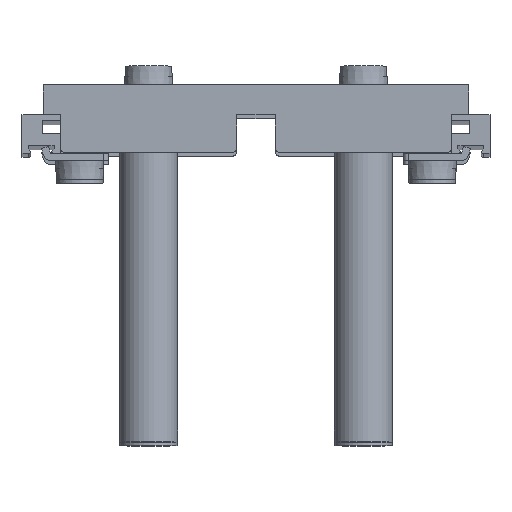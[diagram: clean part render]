
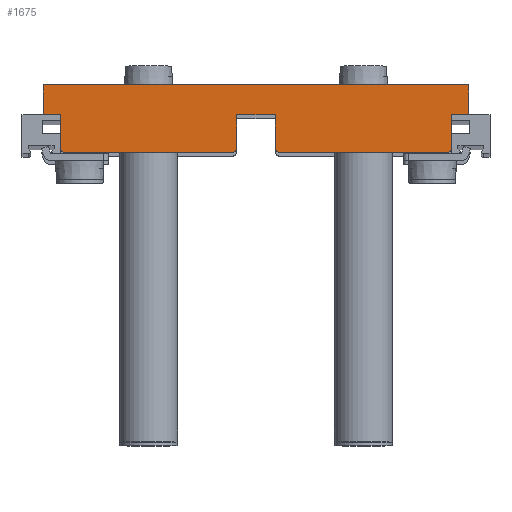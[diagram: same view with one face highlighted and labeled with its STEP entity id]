
A CAD part, top view. The second image highlights one B-rep face of the part: STEP entity #1675.
In plain terms, the highlighted face is planar.
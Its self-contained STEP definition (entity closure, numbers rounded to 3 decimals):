
#173=CIRCLE('',#1847,1.);
#178=CIRCLE('',#1854,1.);
#180=CIRCLE('',#1860,1.);
#185=CIRCLE('',#1867,1.);
#324=ORIENTED_EDGE('',*,*,#668,.T.);
#325=ORIENTED_EDGE('',*,*,#672,.T.);
#326=ORIENTED_EDGE('',*,*,#681,.T.);
#327=ORIENTED_EDGE('',*,*,#684,.T.);
#328=ORIENTED_EDGE('',*,*,#687,.T.);
#329=ORIENTED_EDGE('',*,*,#690,.T.);
#330=ORIENTED_EDGE('',*,*,#694,.T.);
#331=ORIENTED_EDGE('',*,*,#700,.T.);
#332=ORIENTED_EDGE('',*,*,#704,.T.);
#333=ORIENTED_EDGE('',*,*,#707,.T.);
#334=ORIENTED_EDGE('',*,*,#710,.T.);
#335=ORIENTED_EDGE('',*,*,#713,.T.);
#336=ORIENTED_EDGE('',*,*,#717,.T.);
#337=ORIENTED_EDGE('',*,*,#723,.T.);
#338=ORIENTED_EDGE('',*,*,#727,.T.);
#339=ORIENTED_EDGE('',*,*,#729,.T.);
#668=EDGE_CURVE('',#882,#881,#1037,.T.);
#672=EDGE_CURVE('',#881,#884,#1041,.T.);
#681=EDGE_CURVE('',#884,#892,#1044,.T.);
#684=EDGE_CURVE('',#892,#894,#1047,.T.);
#687=EDGE_CURVE('',#894,#896,#1050,.T.);
#690=EDGE_CURVE('',#896,#898,#1053,.T.);
#694=EDGE_CURVE('',#898,#901,#173,.T.);
#700=EDGE_CURVE('',#901,#904,#1059,.T.);
#704=EDGE_CURVE('',#904,#907,#178,.T.);
#707=EDGE_CURVE('',#907,#909,#1063,.T.);
#710=EDGE_CURVE('',#909,#911,#1066,.T.);
#713=EDGE_CURVE('',#911,#913,#1069,.T.);
#717=EDGE_CURVE('',#913,#916,#180,.T.);
#723=EDGE_CURVE('',#916,#919,#1075,.T.);
#727=EDGE_CURVE('',#919,#922,#185,.T.);
#729=EDGE_CURVE('',#922,#882,#1078,.T.);
#881=VERTEX_POINT('',#2566);
#882=VERTEX_POINT('',#2568);
#884=VERTEX_POINT('',#2574);
#892=VERTEX_POINT('',#2592);
#894=VERTEX_POINT('',#2598);
#896=VERTEX_POINT('',#2604);
#898=VERTEX_POINT('',#2610);
#901=VERTEX_POINT('',#2618);
#904=VERTEX_POINT('',#2628);
#907=VERTEX_POINT('',#2636);
#909=VERTEX_POINT('',#2642);
#911=VERTEX_POINT('',#2648);
#913=VERTEX_POINT('',#2654);
#916=VERTEX_POINT('',#2662);
#919=VERTEX_POINT('',#2672);
#922=VERTEX_POINT('',#2680);
#1037=LINE('',#2567,#1168);
#1041=LINE('',#2575,#1172);
#1044=LINE('',#2593,#1175);
#1047=LINE('',#2599,#1178);
#1050=LINE('',#2605,#1181);
#1053=LINE('',#2611,#1184);
#1059=LINE('',#2629,#1190);
#1063=LINE('',#2643,#1194);
#1066=LINE('',#2649,#1197);
#1069=LINE('',#2655,#1200);
#1075=LINE('',#2673,#1206);
#1078=LINE('',#2684,#1209);
#1168=VECTOR('',#2037,1000.);
#1172=VECTOR('',#2043,1000.);
#1175=VECTOR('',#2060,1000.);
#1178=VECTOR('',#2065,1000.);
#1181=VECTOR('',#2070,1000.);
#1184=VECTOR('',#2075,1000.);
#1190=VECTOR('',#2093,1000.);
#1194=VECTOR('',#2107,1000.);
#1197=VECTOR('',#2112,1000.);
#1200=VECTOR('',#2117,1000.);
#1206=VECTOR('',#2135,1000.);
#1209=VECTOR('',#2148,1000.);
#1321=EDGE_LOOP('',(#324,#325,#326,#327,#328,#329,#330,#331,#332,#333,#334,
#335,#336,#337,#338,#339));
#1472=FACE_BOUND('',#1321,.T.);
#1613=PLANE('',#1869);
#1675=ADVANCED_FACE('',(#1472),#1613,.T.);
#1847=AXIS2_PLACEMENT_3D('',#2619,#2082,#2083);
#1854=AXIS2_PLACEMENT_3D('',#2637,#2101,#2102);
#1860=AXIS2_PLACEMENT_3D('',#2663,#2124,#2125);
#1867=AXIS2_PLACEMENT_3D('',#2681,#2143,#2144);
#1869=AXIS2_PLACEMENT_3D('',#2685,#2149,#2150);
#2037=DIRECTION('',(0.,0.,1.));
#2043=DIRECTION('',(0.,-1.,0.));
#2060=DIRECTION('',(0.,0.,-1.));
#2065=DIRECTION('',(0.,1.,0.));
#2070=DIRECTION('',(0.,0.,1.));
#2075=DIRECTION('',(0.,1.,0.));
#2082=DIRECTION('',(1.,0.,0.));
#2083=DIRECTION('',(0.,0.,-1.));
#2093=DIRECTION('',(0.,0.,1.));
#2101=DIRECTION('',(1.,0.,0.));
#2102=DIRECTION('',(0.,0.,-1.));
#2107=DIRECTION('',(0.,-1.,0.));
#2112=DIRECTION('',(0.,0.,1.));
#2117=DIRECTION('',(0.,1.,0.));
#2124=DIRECTION('',(1.,0.,0.));
#2125=DIRECTION('',(0.,0.,-1.));
#2135=DIRECTION('',(0.,0.,1.));
#2143=DIRECTION('',(1.,0.,0.));
#2144=DIRECTION('',(0.,0.,-1.));
#2148=DIRECTION('',(0.,-1.,0.));
#2149=DIRECTION('',(1.,0.,0.));
#2150=DIRECTION('',(0.,0.,-1.));
#2566=CARTESIAN_POINT('',(6.,6.2,21.85));
#2567=CARTESIAN_POINT('',(6.,6.2,18.25));
#2568=CARTESIAN_POINT('',(6.,6.2,18.25));
#2574=CARTESIAN_POINT('',(6.,0.,21.85));
#2575=CARTESIAN_POINT('',(6.,6.2,21.85));
#2592=CARTESIAN_POINT('',(6.,0.,-66.35));
#2593=CARTESIAN_POINT('',(6.,0.,21.85));
#2598=CARTESIAN_POINT('',(6.,6.2,-66.35));
#2599=CARTESIAN_POINT('',(6.,0.,-66.35));
#2604=CARTESIAN_POINT('',(6.,6.2,-62.75));
#2605=CARTESIAN_POINT('',(6.,6.2,-66.35));
#2610=CARTESIAN_POINT('',(6.,13.,-62.75));
#2611=CARTESIAN_POINT('',(6.,6.2,-62.75));
#2618=CARTESIAN_POINT('',(6.,14.,-61.75));
#2619=CARTESIAN_POINT('',(6.,13.,-61.75));
#2628=CARTESIAN_POINT('',(6.,14.,-27.25));
#2629=CARTESIAN_POINT('',(6.,14.,-61.75));
#2636=CARTESIAN_POINT('',(6.,13.,-26.25));
#2637=CARTESIAN_POINT('',(6.,13.,-27.25));
#2642=CARTESIAN_POINT('',(6.,6.2,-26.25));
#2643=CARTESIAN_POINT('',(6.,13.,-26.25));
#2648=CARTESIAN_POINT('',(6.,6.2,-18.25));
#2649=CARTESIAN_POINT('',(6.,6.2,-26.25));
#2654=CARTESIAN_POINT('',(6.,13.,-18.25));
#2655=CARTESIAN_POINT('',(6.,6.2,-18.25));
#2662=CARTESIAN_POINT('',(6.,14.,-17.25));
#2663=CARTESIAN_POINT('',(6.,13.,-17.25));
#2672=CARTESIAN_POINT('',(6.,14.,17.25));
#2673=CARTESIAN_POINT('',(6.,14.,-17.25));
#2680=CARTESIAN_POINT('',(6.,13.,18.25));
#2681=CARTESIAN_POINT('',(6.,13.,17.25));
#2684=CARTESIAN_POINT('',(6.,13.,18.25));
#2685=CARTESIAN_POINT('',(6.,13.,-61.75));
